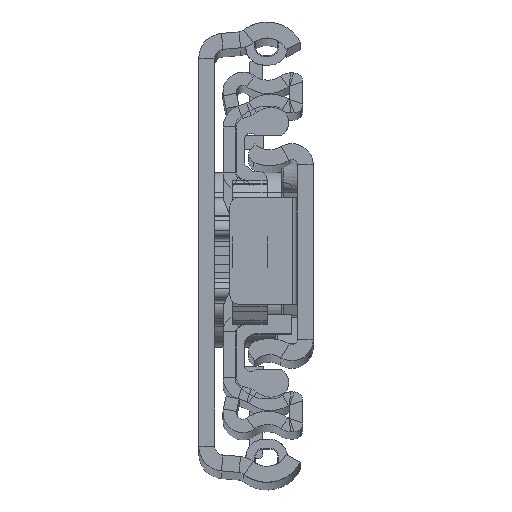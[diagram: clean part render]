
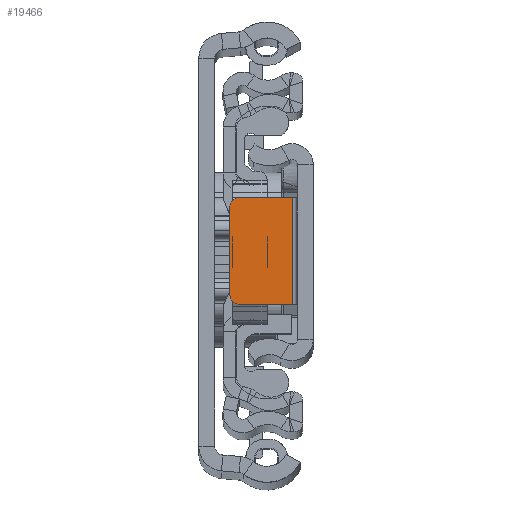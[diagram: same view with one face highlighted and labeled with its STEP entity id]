
A CAD part, top view. The second image highlights one B-rep face of the part: STEP entity #19466.
In plain terms, the highlighted planar face has unit normal (0, 0, 1).
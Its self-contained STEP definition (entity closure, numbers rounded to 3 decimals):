
#99 = CARTESIAN_POINT ( 'NONE',  ( -9.4, 5.151, -6.8 ) ) ;
#668 = PLANE ( 'NONE',  #7529 ) ;
#821 = DIRECTION ( 'NONE',  ( 0., 0., 1. ) ) ;
#962 = ORIENTED_EDGE ( 'NONE', *, *, #16094, .F. ) ;
#1379 = EDGE_CURVE ( 'NONE', #8250, #32408, #8759, .T. ) ;
#1811 = EDGE_LOOP ( 'NONE', ( #23316, #11541, #11015, #25577, #962, #11909 ) ) ;
#2889 = CARTESIAN_POINT ( 'NONE',  ( -9.4, -4.849, -6.8 ) ) ;
#3817 = DIRECTION ( 'NONE',  ( 0., 1., 0. ) ) ;
#5070 = EDGE_CURVE ( 'NONE', #32408, #9825, #30743, .T. ) ;
#5976 = DIRECTION ( 'NONE',  ( 1., 0., 0. ) ) ;
#6300 = EDGE_CURVE ( 'NONE', #8041, #11446, #8727, .T. ) ;
#7529 = AXIS2_PLACEMENT_3D ( 'NONE', #8353, #821, #5976 ) ;
#7851 = DIRECTION ( 'NONE',  ( 1., 0., 0. ) ) ;
#8041 = VERTEX_POINT ( 'NONE', #12357 ) ;
#8250 = VERTEX_POINT ( 'NONE', #22889 ) ;
#8353 = CARTESIAN_POINT ( 'NONE',  ( 0., 0., -6.8 ) ) ;
#8727 = CIRCLE ( 'NONE', #18569, 1. ) ;
#8759 = LINE ( 'NONE', #29315, #15093 ) ;
#9825 = VERTEX_POINT ( 'NONE', #32845 ) ;
#10446 = CARTESIAN_POINT ( 'NONE',  ( -8.4, 5.151, -6.8 ) ) ;
#11015 = ORIENTED_EDGE ( 'NONE', *, *, #5070, .F. ) ;
#11446 = VERTEX_POINT ( 'NONE', #99 ) ;
#11541 = ORIENTED_EDGE ( 'NONE', *, *, #17729, .T. ) ;
#11909 = ORIENTED_EDGE ( 'NONE', *, *, #6300, .T. ) ;
#12078 = DIRECTION ( 'NONE',  ( -1., 0., 0. ) ) ;
#12357 = CARTESIAN_POINT ( 'NONE',  ( -8.4, 6.151, -6.8 ) ) ;
#13121 = VECTOR ( 'NONE', #12078, 1000. ) ;
#13732 = VECTOR ( 'NONE', #30065, 1000. ) ;
#14630 = CARTESIAN_POINT ( 'NONE',  ( -1.8, 6.151, -6.8 ) ) ;
#14805 = CARTESIAN_POINT ( 'NONE',  ( -9.4, -5.849, -6.8 ) ) ;
#15093 = VECTOR ( 'NONE', #19194, 1000. ) ;
#16094 = EDGE_CURVE ( 'NONE', #8041, #8250, #21829, .T. ) ;
#16156 = AXIS2_PLACEMENT_3D ( 'NONE', #29223, #16177, #26639 ) ;
#16177 = DIRECTION ( 'NONE',  ( 0., 0., 1. ) ) ;
#17301 = VERTEX_POINT ( 'NONE', #2889 ) ;
#17729 = EDGE_CURVE ( 'NONE', #17301, #9825, #25498, .T. ) ;
#18569 = AXIS2_PLACEMENT_3D ( 'NONE', #10446, #20867, #7851 ) ;
#18633 = FACE_OUTER_BOUND ( 'NONE', #1811, .T. ) ;
#19194 = DIRECTION ( 'NONE',  ( 0., -1., 0. ) ) ;
#19466 = ADVANCED_FACE ( 'NONE', ( #18633 ), #668, .T. ) ;
#20771 = EDGE_CURVE ( 'NONE', #17301, #11446, #22100, .T. ) ;
#20867 = DIRECTION ( 'NONE',  ( 0., 0., 1. ) ) ;
#21141 = CARTESIAN_POINT ( 'NONE',  ( -2.3, -5.849, -6.8 ) ) ;
#21829 = LINE ( 'NONE', #14630, #13732 ) ;
#22100 = LINE ( 'NONE', #31906, #22446 ) ;
#22446 = VECTOR ( 'NONE', #3817, 1000. ) ;
#22889 = CARTESIAN_POINT ( 'NONE',  ( -2.3, 6.151, -6.8 ) ) ;
#23316 = ORIENTED_EDGE ( 'NONE', *, *, #20771, .F. ) ;
#25498 = CIRCLE ( 'NONE', #16156, 1. ) ;
#25577 = ORIENTED_EDGE ( 'NONE', *, *, #1379, .F. ) ;
#26639 = DIRECTION ( 'NONE',  ( 1., 0., 0. ) ) ;
#29223 = CARTESIAN_POINT ( 'NONE',  ( -8.4, -4.849, -6.8 ) ) ;
#29315 = CARTESIAN_POINT ( 'NONE',  ( -2.3, 6.151, -6.8 ) ) ;
#30065 = DIRECTION ( 'NONE',  ( 1., 0., 0. ) ) ;
#30743 = LINE ( 'NONE', #14805, #13121 ) ;
#31906 = CARTESIAN_POINT ( 'NONE',  ( -9.4, 6.151, -6.8 ) ) ;
#32408 = VERTEX_POINT ( 'NONE', #21141 ) ;
#32845 = CARTESIAN_POINT ( 'NONE',  ( -8.4, -5.849, -6.8 ) ) ;
